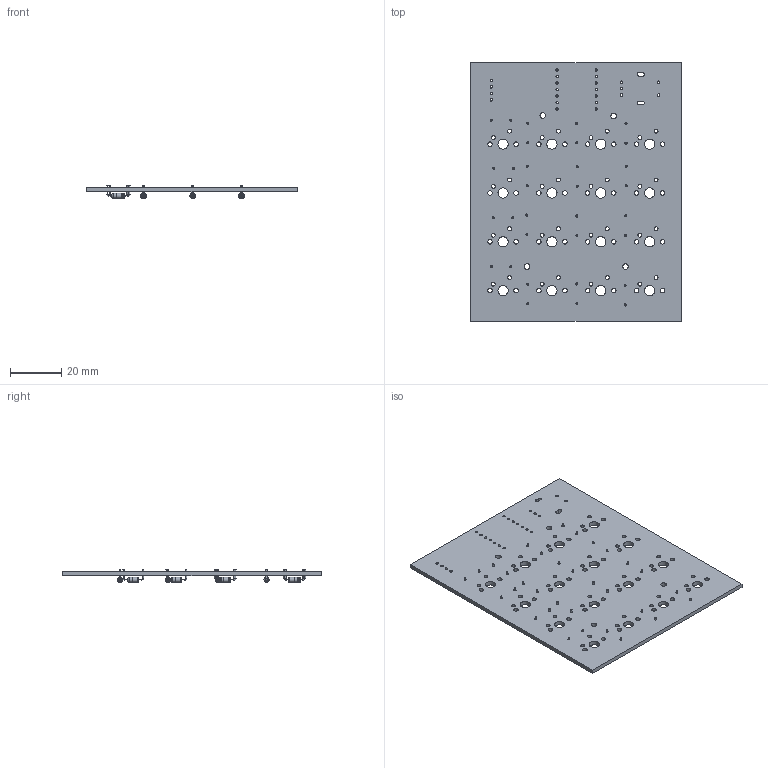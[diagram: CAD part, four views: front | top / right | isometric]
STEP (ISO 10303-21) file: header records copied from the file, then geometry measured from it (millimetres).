
FILE_DESCRIPTION(('KiCad electronic assembly'),'2;1');
FILE_NAME('macro_pad.step','2024-12-18T00:05:32',('Pcbnew'),('Kicad'), 'Open CASCADE STEP processor 7.8','KiCad to STEP converter','Unknown' );
FILE_SCHEMA(('AUTOMOTIVE_DESIGN { 1 0 10303 214 1 1 1 1 }'));
Length unit declared in the file: millimetre
Products named in the file (4): macro_pad 1; D_DO-35_SOD27_P7.62mm_Horizontal; macro_pad_PCB
Assembly tree (18 placements, depth 3):
  macro_pad 1
    D_DO-35_SOD27_P7.62mm_Horizontal  x16
      D_DO-35_SOD27_P7.62mm_Horizontal
    macro_pad_PCB
Bounding box: 82.3 x 100.84 x 5.01 mm (x, y, z)
Volume: 12898.7 mm3; surface area: 18410.6 mm2
Topology: 33 solids, 33 shells, 409 faces, 837 edges, 526 vertices
Faces by surface type: cylinder 239, plane 106, torus 64
Full cylindrical faces by diameter (mm): 0.5 x48, 0.8 x32, 0.889 x14, 1 x9, 1.5 x32, 1.75 x32, 2 x32, 2.02 x16, 2.2 x4, 4 x16
Entity records: 6516 total; most frequent: DIRECTION 1157, CARTESIAN_POINT 981, ORIENTED_EDGE 954, AXIS2_PLACEMENT_3D 492, EDGE_CURVE 477, FACE_BOUND 453, EDGE_LOOP 453, VERTEX_POINT 316
